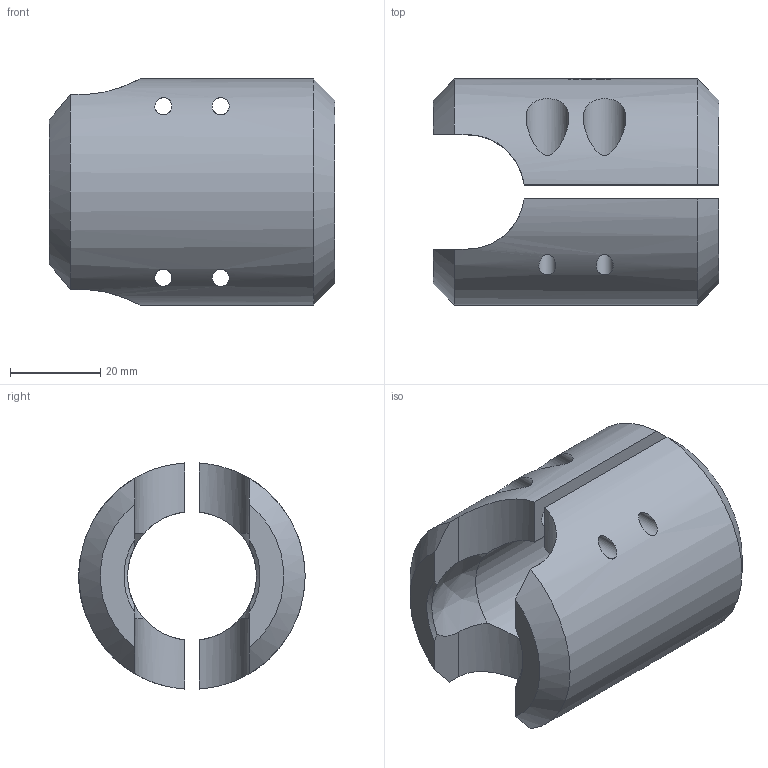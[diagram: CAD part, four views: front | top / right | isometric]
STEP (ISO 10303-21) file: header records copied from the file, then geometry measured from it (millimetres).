
FILE_DESCRIPTION (( 'STEP AP214' ), '1' );
FILE_NAME ('AFSB-290.STEP', '2023-03-09T11:17:06', ( '' ), ( '' ), 'SwSTEP 2.0', 'SolidWorks 2021', '' );
FILE_SCHEMA (( 'AUTOMOTIVE_DESIGN' ));
Length unit declared in the file: inch
Products named in the file (1): AFSB-290
Bounding box: 63.5 x 50.3 x 50.2 mm (x, y, z)
Volume: 63530 mm3; surface area: 19304.7 mm2
Topology: 2 solids, 2 shells, 124 faces, 1226 edges, 1186 vertices
Faces by surface type: cylinder 96, plane 16, cone 8, bspline 4
Full cylindrical faces by diameter (mm): 3.797 x4, 5.613 x4, 9.525 x4
Entity records: 14723 total; most frequent: CARTESIAN_POINT 6391, ORIENTED_EDGE 2412, EDGE_CURVE 1206, VERTEX_POINT 1178, DIRECTION 960, B_SPLINE_CURVE_WITH_KNOTS 724, AXIS2_PLACEMENT_3D 357, LINE 246
